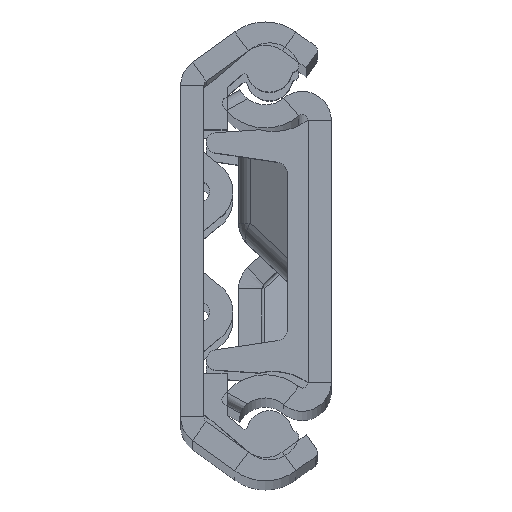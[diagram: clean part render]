
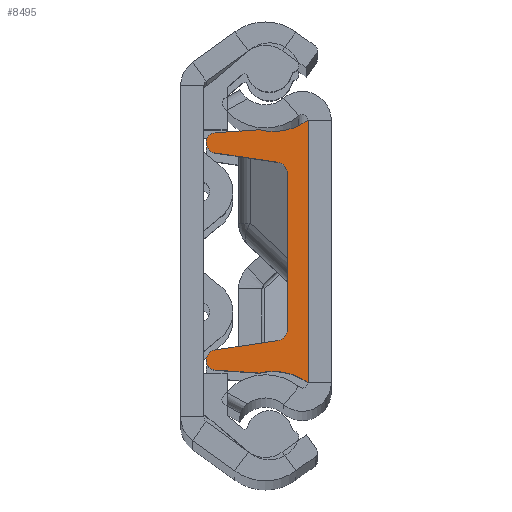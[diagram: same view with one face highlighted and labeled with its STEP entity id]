
A CAD part, top view. The second image highlights one B-rep face of the part: STEP entity #8495.
In plain terms, the highlighted face is planar.
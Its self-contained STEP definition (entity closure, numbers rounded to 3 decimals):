
#140 = CARTESIAN_POINT ( 'NONE',  ( 6., -9.375, 7.925 ) ) ;
#161 = CIRCLE ( 'NONE', #5694, 0.875 ) ;
#326 = CARTESIAN_POINT ( 'NONE',  ( 6., 10.734, 0.718 ) ) ;
#382 = DIRECTION ( 'NONE',  ( 1., 0., 0. ) ) ;
#384 = EDGE_CURVE ( 'NONE', #625, #5251, #8637, .T. ) ;
#585 = EDGE_CURVE ( 'NONE', #2897, #7081, #4187, .T. ) ;
#586 = ORIENTED_EDGE ( 'NONE', *, *, #5273, .T. ) ;
#603 = CARTESIAN_POINT ( 'NONE',  ( 6., 15.35, 3. ) ) ;
#625 = VERTEX_POINT ( 'NONE', #2537 ) ;
#760 = ORIENTED_EDGE ( 'NONE', *, *, #4349, .T. ) ;
#978 = CIRCLE ( 'NONE', #1622, 0.875 ) ;
#1021 = DIRECTION ( 'NONE',  ( 0., -0.067, 0.998 ) ) ;
#1195 = LINE ( 'NONE', #7115, #5473 ) ;
#1242 = CARTESIAN_POINT ( 'NONE',  ( 6., 7.697, 2.651 ) ) ;
#1269 = VECTOR ( 'NONE', #1670, 1000. ) ;
#1331 = DIRECTION ( 'NONE',  ( 0., 0., -1. ) ) ;
#1353 = DIRECTION ( 'NONE',  ( 1., 0., 0. ) ) ;
#1399 = CARTESIAN_POINT ( 'NONE',  ( 6., -10.248, 7.983 ) ) ;
#1621 = ORIENTED_EDGE ( 'NONE', *, *, #5993, .F. ) ;
#1622 = AXIS2_PLACEMENT_3D ( 'NONE', #140, #3257, #9389 ) ;
#1670 = DIRECTION ( 'NONE',  ( 0., -1., 0. ) ) ;
#1743 = CIRCLE ( 'NONE', #5857, 1. ) ;
#1879 = DIRECTION ( 'NONE',  ( 0., 0., -1. ) ) ;
#1886 = VECTOR ( 'NONE', #1021, 1000. ) ;
#2073 = DIRECTION ( 'NONE',  ( 1., 0., 0. ) ) ;
#2196 = CARTESIAN_POINT ( 'NONE',  ( 6., -9.375, 8.8 ) ) ;
#2417 = DIRECTION ( 'NONE',  ( 1., 0., 0. ) ) ;
#2463 = CARTESIAN_POINT ( 'NONE',  ( 6., 0., 1.8 ) ) ;
#2473 = VERTEX_POINT ( 'NONE', #6632 ) ;
#2524 = ORIENTED_EDGE ( 'NONE', *, *, #6580, .T. ) ;
#2537 = CARTESIAN_POINT ( 'NONE',  ( 6., -11.35, 0. ) ) ;
#2587 = DIRECTION ( 'NONE',  ( 1., 0., 0. ) ) ;
#2734 = ORIENTED_EDGE ( 'NONE', *, *, #384, .F. ) ;
#2833 = CARTESIAN_POINT ( 'NONE',  ( 6., -15.35, 3. ) ) ;
#2897 = VERTEX_POINT ( 'NONE', #5220 ) ;
#2920 = VERTEX_POINT ( 'NONE', #2196 ) ;
#3157 = LINE ( 'NONE', #2463, #1269 ) ;
#3257 = DIRECTION ( 'NONE',  ( 1., 0., 0. ) ) ;
#3271 = DIRECTION ( 'NONE',  ( 0., 0., -1. ) ) ;
#3377 = AXIS2_PLACEMENT_3D ( 'NONE', #5046, #2073, #1331 ) ;
#3433 = CARTESIAN_POINT ( 'NONE',  ( 6., 0., 0. ) ) ;
#3556 = PLANE ( 'NONE',  #3377 ) ;
#3644 = AXIS2_PLACEMENT_3D ( 'NONE', #7190, #382, #5885 ) ;
#3698 = VECTOR ( 'NONE', #7743, 1000. ) ;
#3756 = VERTEX_POINT ( 'NONE', #8652 ) ;
#3857 = VERTEX_POINT ( 'NONE', #1399 ) ;
#3909 = VERTEX_POINT ( 'NONE', #1242 ) ;
#3962 = CIRCLE ( 'NONE', #6839, 5. ) ;
#4037 = LINE ( 'NONE', #326, #1886 ) ;
#4042 = DIRECTION ( 'NONE',  ( 0., 0., -1. ) ) ;
#4146 = CARTESIAN_POINT ( 'NONE',  ( 6., 9.375, 7.925 ) ) ;
#4187 = CIRCLE ( 'NONE', #5623, 1. ) ;
#4349 = EDGE_CURVE ( 'NONE', #5053, #2473, #4037, .T. ) ;
#4352 = CARTESIAN_POINT ( 'NONE',  ( 6., 6.708, 1.8 ) ) ;
#4371 = DIRECTION ( 'NONE',  ( 1., 0., 0. ) ) ;
#4607 = DIRECTION ( 'NONE',  ( 0., 0., -1. ) ) ;
#4749 = CARTESIAN_POINT ( 'NONE',  ( 6., 6.708, 2.8 ) ) ;
#4777 = AXIS2_PLACEMENT_3D ( 'NONE', #5261, #2417, #4042 ) ;
#4899 = CARTESIAN_POINT ( 'NONE',  ( 6., 7.136, -1.074 ) ) ;
#4945 = CARTESIAN_POINT ( 'NONE',  ( 6., -10.5, 4.216 ) ) ;
#4949 = ORIENTED_EDGE ( 'NONE', *, *, #585, .F. ) ;
#4962 = DIRECTION ( 'NONE',  ( 0., 0.067, 0.998 ) ) ;
#5046 = CARTESIAN_POINT ( 'NONE',  ( 6., 0., 0. ) ) ;
#5053 = VERTEX_POINT ( 'NONE', #8353 ) ;
#5130 = EDGE_CURVE ( 'NONE', #8535, #3909, #1743, .T. ) ;
#5183 = EDGE_CURVE ( 'NONE', #2473, #8631, #161, .T. ) ;
#5220 = CARTESIAN_POINT ( 'NONE',  ( 6., -7.697, 2.651 ) ) ;
#5251 = VERTEX_POINT ( 'NONE', #4945 ) ;
#5261 = CARTESIAN_POINT ( 'NONE',  ( 6., -9.375, 7.925 ) ) ;
#5273 = EDGE_CURVE ( 'NONE', #8631, #3756, #6655, .T. ) ;
#5296 = CARTESIAN_POINT ( 'NONE',  ( 6., -6.708, 1.8 ) ) ;
#5418 = EDGE_CURVE ( 'NONE', #6537, #2897, #5833, .T. ) ;
#5443 = EDGE_CURVE ( 'NONE', #8535, #7081, #3157, .T. ) ;
#5473 = VECTOR ( 'NONE', #4962, 1000. ) ;
#5618 = AXIS2_PLACEMENT_3D ( 'NONE', #2833, #4371, #8959 ) ;
#5623 = AXIS2_PLACEMENT_3D ( 'NONE', #6346, #2587, #3271 ) ;
#5694 = AXIS2_PLACEMENT_3D ( 'NONE', #4146, #9590, #1879 ) ;
#5833 = LINE ( 'NONE', #6980, #9537 ) ;
#5842 = ORIENTED_EDGE ( 'NONE', *, *, #7789, .F. ) ;
#5857 = AXIS2_PLACEMENT_3D ( 'NONE', #4749, #9398, #4607 ) ;
#5885 = DIRECTION ( 'NONE',  ( 0., 0., -1. ) ) ;
#5993 = EDGE_CURVE ( 'NONE', #5053, #9682, #3962, .T. ) ;
#6049 = CARTESIAN_POINT ( 'NONE',  ( 6., 9.375, 8.8 ) ) ;
#6175 = ORIENTED_EDGE ( 'NONE', *, *, #8355, .T. ) ;
#6183 = DIRECTION ( 'NONE',  ( 0., 0.149, -0.989 ) ) ;
#6346 = CARTESIAN_POINT ( 'NONE',  ( 6., -6.708, 2.8 ) ) ;
#6390 = CARTESIAN_POINT ( 'NONE',  ( 6., 11.35, 0. ) ) ;
#6537 = VERTEX_POINT ( 'NONE', #7505 ) ;
#6564 = EDGE_CURVE ( 'NONE', #2920, #3857, #8443, .T. ) ;
#6580 = EDGE_CURVE ( 'NONE', #6537, #2920, #978, .T. ) ;
#6632 = CARTESIAN_POINT ( 'NONE',  ( 6., 10.248, 7.983 ) ) ;
#6635 = ORIENTED_EDGE ( 'NONE', *, *, #6564, .T. ) ;
#6655 = CIRCLE ( 'NONE', #3644, 0.875 ) ;
#6666 = ORIENTED_EDGE ( 'NONE', *, *, #5418, .F. ) ;
#6839 = AXIS2_PLACEMENT_3D ( 'NONE', #603, #1353, #9766 ) ;
#6850 = VECTOR ( 'NONE', #7920, 1000. ) ;
#6980 = CARTESIAN_POINT ( 'NONE',  ( 6., -7.136, -1.074 ) ) ;
#7081 = VERTEX_POINT ( 'NONE', #5296 ) ;
#7115 = CARTESIAN_POINT ( 'NONE',  ( 6., -10.734, 0.718 ) ) ;
#7190 = CARTESIAN_POINT ( 'NONE',  ( 6., 9.375, 7.925 ) ) ;
#7404 = ORIENTED_EDGE ( 'NONE', *, *, #5183, .T. ) ;
#7471 = EDGE_LOOP ( 'NONE', ( #6666, #2524, #6635, #8906, #2734, #5842, #1621, #760, #7404, #586, #6175, #8771, #8657, #4949 ) ) ;
#7505 = CARTESIAN_POINT ( 'NONE',  ( 6., -8.51, 8.055 ) ) ;
#7743 = DIRECTION ( 'NONE',  ( 0., -0.149, -0.989 ) ) ;
#7789 = EDGE_CURVE ( 'NONE', #9682, #625, #8568, .T. ) ;
#7895 = LINE ( 'NONE', #4899, #3698 ) ;
#7920 = DIRECTION ( 'NONE',  ( 0., -1., 0. ) ) ;
#8353 = CARTESIAN_POINT ( 'NONE',  ( 6., 10.5, 4.216 ) ) ;
#8355 = EDGE_CURVE ( 'NONE', #3756, #3909, #7895, .T. ) ;
#8443 = CIRCLE ( 'NONE', #4777, 0.875 ) ;
#8495 = ADVANCED_FACE ( 'NONE', ( #8841 ), #3556, .T. ) ;
#8535 = VERTEX_POINT ( 'NONE', #4352 ) ;
#8568 = LINE ( 'NONE', #3433, #6850 ) ;
#8631 = VERTEX_POINT ( 'NONE', #6049 ) ;
#8637 = CIRCLE ( 'NONE', #5618, 5. ) ;
#8652 = CARTESIAN_POINT ( 'NONE',  ( 6., 8.51, 8.055 ) ) ;
#8657 = ORIENTED_EDGE ( 'NONE', *, *, #5443, .T. ) ;
#8771 = ORIENTED_EDGE ( 'NONE', *, *, #5130, .F. ) ;
#8841 = FACE_OUTER_BOUND ( 'NONE', #7471, .T. ) ;
#8906 = ORIENTED_EDGE ( 'NONE', *, *, #9277, .F. ) ;
#8959 = DIRECTION ( 'NONE',  ( 0., 0., -1. ) ) ;
#9277 = EDGE_CURVE ( 'NONE', #5251, #3857, #1195, .T. ) ;
#9389 = DIRECTION ( 'NONE',  ( 0., 0., -1. ) ) ;
#9398 = DIRECTION ( 'NONE',  ( 1., 0., 0. ) ) ;
#9537 = VECTOR ( 'NONE', #6183, 1000. ) ;
#9590 = DIRECTION ( 'NONE',  ( 1., 0., 0. ) ) ;
#9682 = VERTEX_POINT ( 'NONE', #6390 ) ;
#9766 = DIRECTION ( 'NONE',  ( 0., 0., -1. ) ) ;
